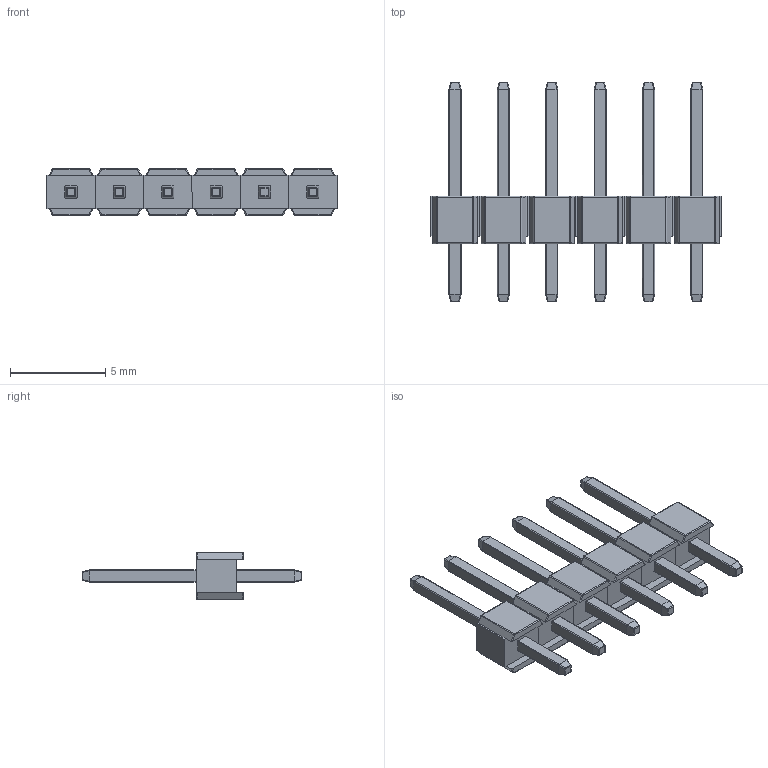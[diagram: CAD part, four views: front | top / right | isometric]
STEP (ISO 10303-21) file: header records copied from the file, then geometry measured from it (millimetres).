
FILE_DESCRIPTION(/* description */ ('STEP AP242','CAx-IF Rec.Pracs.---Representation and Presentation of Product Manufacturing Information (PMI)---4.0---2014-10-13','CAx-IF Rec.Pracs.---3D Tessellated Geometry---0.4---2014-09-14','2;1'),/* implementation_level */ '2;1');
FILE_NAME(/* name */ '61a553a1e1b3075cc53cf237',/* time_stamp */ '2021-11-29T22:26:42+00:00',/* author */ (''),/* organization */ (''),/* preprocessor_version */ 'ST-DEVELOPER v18.1',/* originating_system */ ' ',/* authorisation */ ' ');
FILE_SCHEMA (('AP242_MANAGED_MODEL_BASED_3D_ENGINEERING_MIM_LF { 1 0 10303 442 1 1 4 }'));
Length unit declared in the file: metre
Products named in the file (18): PH1-01-UA
Bounding box: 15.25 x 11.55 x 2.5 mm (x, y, z)
Volume: 102.4 mm3; surface area: 418.7 mm2
Topology: 18 solids, 18 shells, 636 faces, 1560 edges, 912 vertices
Faces by surface type: cylinder 288, plane 252, sphere 48, torus 48
Entity records: 18704 total; most frequent: DIRECTION 3408, CARTESIAN_POINT 3186, ORIENTED_EDGE 3024, EDGE_CURVE 1512, AXIS2_PLACEMENT_3D 1278, VERTEX_POINT 912, LINE 852, VECTOR 852
